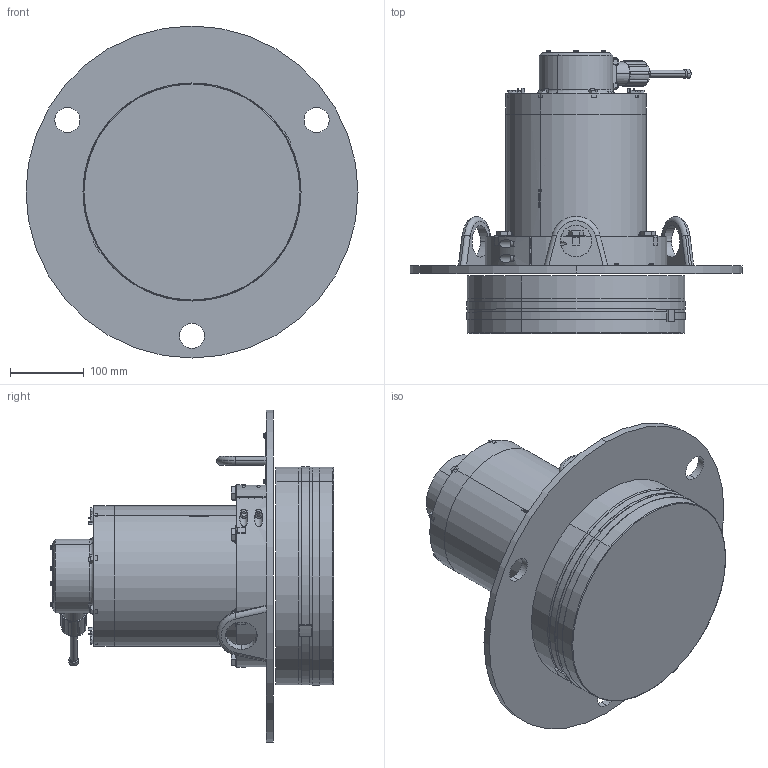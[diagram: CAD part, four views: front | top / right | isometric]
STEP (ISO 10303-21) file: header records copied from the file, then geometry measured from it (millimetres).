
FILE_DESCRIPTION (( 'STEP AP203' ), '1' );
FILE_NAME ('SME00763.STEP', '2016-11-15T10:07:05', ( '' ), ( '' ), 'SwSTEP 2.0', 'SolidWorks 2016', '' );
FILE_SCHEMA (( 'CONFIG_CONTROL_DESIGN' ));
Length unit declared in the file: millimetre
Products named in the file (1): SME00763
Bounding box: 450 x 383.7 x 450 mm (x, y, z)
Surface area: 732938.1 mm2 (no closed solid volume)
Topology: 0 solids, 103 shells, 633 faces, 2455 edges, 1905 vertices
Faces by surface type: plane 348, cylinder 233, bspline 35, torus 10, cone 7
Entity records: 30797 total; most frequent: CARTESIAN_POINT 10863, DIRECTION 4028, ORIENTED_EDGE 3416, EDGE_CURVE 2455, VERTEX_POINT 1905, AXIS2_PLACEMENT_3D 1362, LINE 1304, VECTOR 1304
